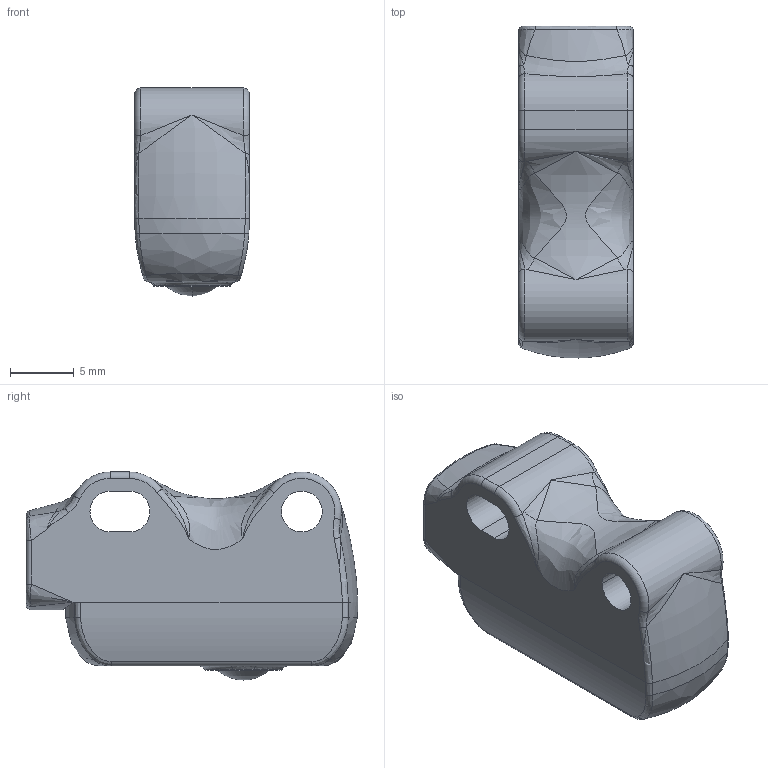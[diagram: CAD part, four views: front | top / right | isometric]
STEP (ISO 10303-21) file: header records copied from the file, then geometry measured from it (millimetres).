
FILE_DESCRIPTION((''),'2;1');
FILE_NAME('149861_SW','2010-05-07T',('banengservice'),('BANNER ENGINEERING'),'PRO/ENGINEER BY PARAMETRIC TECHNOLOGY CORPORATION, 2009141','PRO/ENGINEER BY PARAMETRIC TECHNOLOGY CORPORATION, 2009141','');
FILE_SCHEMA(('CONFIG_CONTROL_DESIGN'));
Length unit declared in the file: inch
Products named in the file (1): 149861_SW
Bounding box: 9 x 26 x 16.3 mm (x, y, z)
Volume: 1416.3 mm3; surface area: 2277.3 mm2
Topology: 1 solids, 1 shells, 262 faces, 641 edges, 385 vertices
Faces by surface type: bspline 90, cylinder 73, plane 59, torus 26, cone 12, sphere 2
Entity records: 12474 total; most frequent: CARTESIAN_POINT 6921, ORIENTED_EDGE 1274, DIRECTION 996, EDGE_CURVE 637, AXIS2_PLACEMENT_3D 402, VERTEX_POINT 385, EDGE_LOOP 274, FACE_OUTER_BOUND 262
